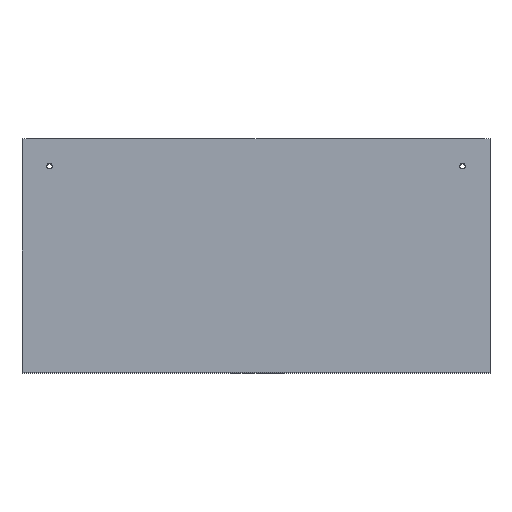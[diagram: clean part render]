
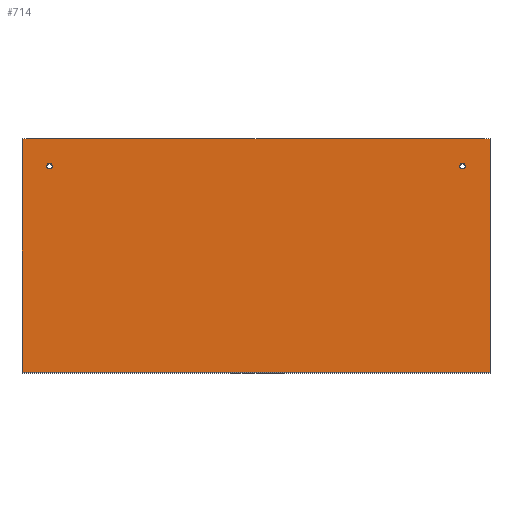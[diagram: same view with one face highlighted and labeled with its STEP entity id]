
A CAD part, top view. The second image highlights one B-rep face of the part: STEP entity #714.
In plain terms, the highlighted planar face has unit normal (0, 0, 1).
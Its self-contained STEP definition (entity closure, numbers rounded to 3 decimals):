
#47=FACE_BOUND('',#163,.T.);
#48=FACE_BOUND('',#164,.T.);
#71=CIRCLE('',#770,1.);
#75=CIRCLE('',#776,1.);
#107=FACE_OUTER_BOUND('',#162,.T.);
#162=EDGE_LOOP('',(#621,#622,#623,#624));
#163=EDGE_LOOP('',(#625));
#164=EDGE_LOOP('',(#626));
#235=LINE('',#1151,#306);
#236=LINE('',#1153,#307);
#237=LINE('',#1155,#308);
#238=LINE('',#1156,#309);
#306=VECTOR('',#960,10.);
#307=VECTOR('',#961,10.);
#308=VECTOR('',#962,10.);
#309=VECTOR('',#963,10.);
#350=VERTEX_POINT('',#1082);
#354=VERTEX_POINT('',#1094);
#372=VERTEX_POINT('',#1149);
#373=VERTEX_POINT('',#1150);
#374=VERTEX_POINT('',#1152);
#375=VERTEX_POINT('',#1154);
#428=EDGE_CURVE('',#350,#350,#71,.T.);
#434=EDGE_CURVE('',#354,#354,#75,.T.);
#461=EDGE_CURVE('',#372,#373,#235,.T.);
#462=EDGE_CURVE('',#373,#374,#236,.T.);
#463=EDGE_CURVE('',#374,#375,#237,.T.);
#464=EDGE_CURVE('',#375,#372,#238,.T.);
#621=ORIENTED_EDGE('',*,*,#461,.T.);
#622=ORIENTED_EDGE('',*,*,#462,.T.);
#623=ORIENTED_EDGE('',*,*,#463,.T.);
#624=ORIENTED_EDGE('',*,*,#464,.T.);
#625=ORIENTED_EDGE('',*,*,#428,.T.);
#626=ORIENTED_EDGE('',*,*,#434,.T.);
#678=PLANE('',#787);
#714=ADVANCED_FACE('',(#107,#47,#48),#678,.T.);
#770=AXIS2_PLACEMENT_3D('',#1083,#897,#898);
#776=AXIS2_PLACEMENT_3D('',#1095,#911,#912);
#787=AXIS2_PLACEMENT_3D('',#1148,#958,#959);
#897=DIRECTION('center_axis',(0.,0.,-1.));
#898=DIRECTION('ref_axis',(1.,0.,0.));
#911=DIRECTION('center_axis',(0.,0.,-1.));
#912=DIRECTION('ref_axis',(1.,0.,0.));
#958=DIRECTION('center_axis',(0.,0.,1.));
#959=DIRECTION('ref_axis',(0.,-1.,0.));
#960=DIRECTION('',(1.,0.,0.));
#961=DIRECTION('',(0.,1.,0.));
#962=DIRECTION('',(-1.,0.,0.));
#963=DIRECTION('',(0.,-1.,0.));
#1082=CARTESIAN_POINT('',(-118.5,74.976,200.));
#1083=CARTESIAN_POINT('Origin',(-117.5,74.976,200.));
#1094=CARTESIAN_POINT('',(31.5,74.976,200.));
#1095=CARTESIAN_POINT('Origin',(32.5,74.976,200.));
#1148=CARTESIAN_POINT('Origin',(-42.5,42.376,200.));
#1149=CARTESIAN_POINT('',(-127.5,0.,200.));
#1150=CARTESIAN_POINT('',(42.5,0.,200.));
#1151=CARTESIAN_POINT('',(-85.422,0.,200.));
#1152=CARTESIAN_POINT('',(42.5,84.976,200.));
#1153=CARTESIAN_POINT('',(42.5,42.376,200.));
#1154=CARTESIAN_POINT('',(-127.5,84.976,200.));
#1155=CARTESIAN_POINT('',(-42.5,84.976,200.));
#1156=CARTESIAN_POINT('',(-127.5,42.376,200.));
